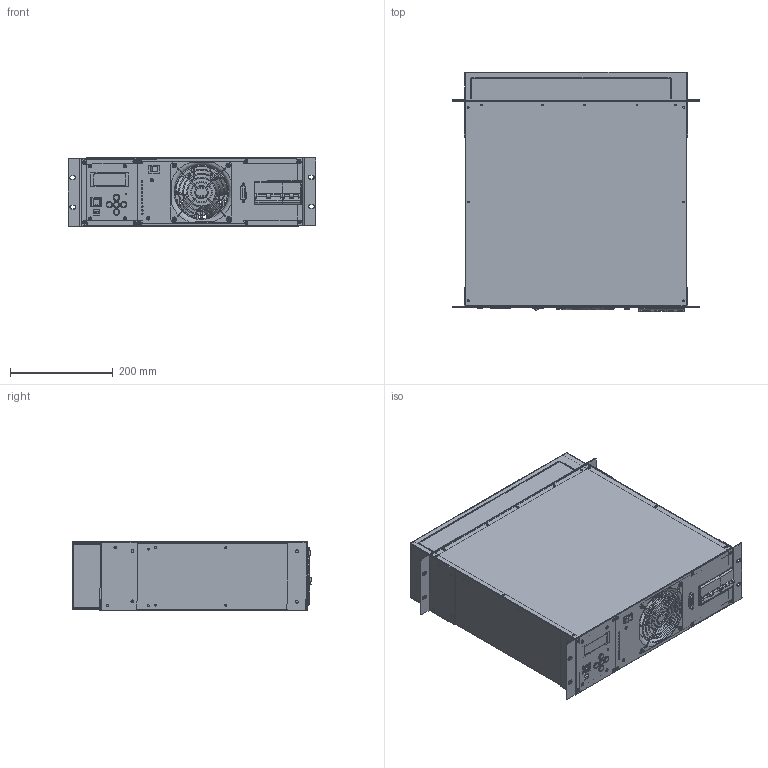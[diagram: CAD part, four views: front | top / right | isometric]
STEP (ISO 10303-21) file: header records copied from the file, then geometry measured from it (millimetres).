
FILE_DESCRIPTION(/* description */ (''),/* implementation_level */ '2;1');
FILE_NAME(/* name */ 'BP-1Ф-3U.step',/* time_stamp */ '2020-07-22T13:31:19+07:00',/* author */ ('User'),/* organization */ (''),/* preprocessor_version */ 'ST-DEVELOPER v17',/* originating_system */ 'AutoCAD Mechanical',/* authorisation */ '');
FILE_SCHEMA (('AUTOMOTIVE_DESIGN { 1 0 10303 214 3 1 1 }'));
Products named in the file (1): Product
Bounding box: 482.89 x 466.63 x 134.52 mm (x, y, z)
Volume: 2993173.3 mm3; surface area: 2244291.9 mm2
Topology: 192 solids, 192 shells, 3399 faces, 9440 edges, 6696 vertices
Faces by surface type: plane 2655, cylinder 648, torus 40, cone 32, sphere 24
Full cylindrical faces by diameter (mm): 1 x57, 1.6 x14, 2 x12, 3 x21, 3.15 x14, 3.2 x14, 3.5 x69, 4 x13, 4.5 x4, 4.8 x10, 5 x50, 5.4 x8, 5.6 x4, 6 x24, 7 x25, 8.6 x4, 12 x14, 12.5 x5, 105 x1
Entity records: 110978 total; most frequent: CARTESIAN_POINT 20467, ORIENTED_EDGE 18306, DIRECTION 18068, EDGE_CURVE 9153, LINE 7422, VECTOR 7422, VERTEX_POINT 6177, AXIS2_PLACEMENT_3D 5323
